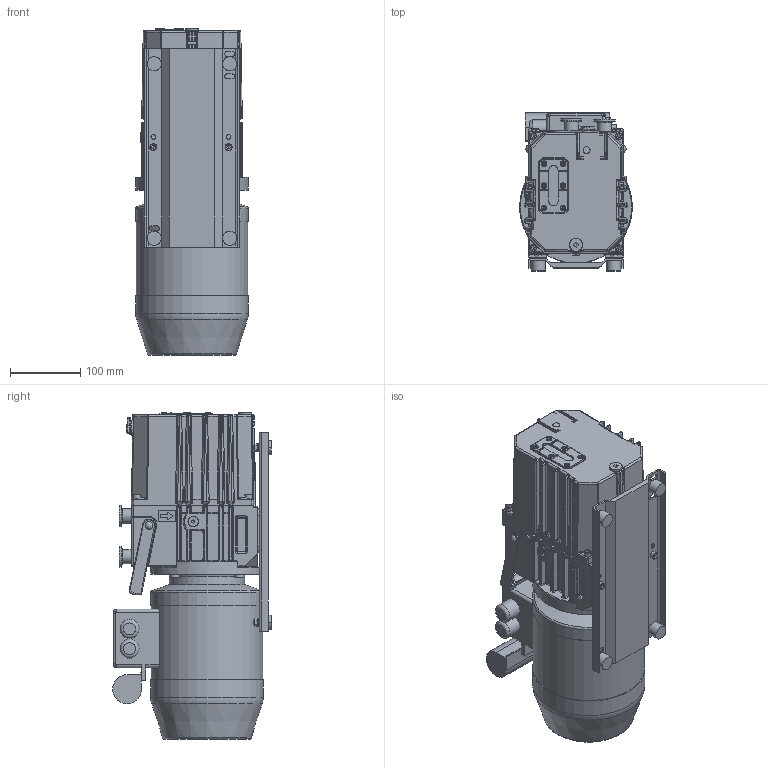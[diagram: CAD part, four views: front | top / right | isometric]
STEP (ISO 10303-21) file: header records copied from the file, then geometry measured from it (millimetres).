
FILE_DESCRIPTION(/* description */ (''),/* implementation_level */ '2;1');
FILE_NAME(/* time_stamp */ '2016-09-05T09:17:19+02:00',/* organization */ ('Pfeiffer Vacuum'),/* preprocessor_version */ 'ST-DEVELOPER v15.6',/* originating_system */ 'Autodesk Inventor 2015';FILE_SCHEMA (('AUTOMOTIVE_DESIGN { 1 0 10303 214 3 1 1 }'));
FILE_SCHEMA (('AUTOMOTIVE_DESIGN { 1 0 10303 214 3 1 1 }'));
Products named in the file (1): PK900344_SW
Bounding box: 160 x 225.5 x 464.5 mm (x, y, z)
Volume: 10011786.4 mm3; surface area: 513541.3 mm2
Topology: 1 solids, 1 shells, 2132 faces, 5160 edges, 2923 vertices
Faces by surface type: cylinder 713, plane 658, bspline 442, sphere 147, torus 119, cone 53
Full cylindrical faces by diameter (mm): 4.917 x1, 5.54 x1, 6.6 x2, 7 x8, 8 x3, 10 x7, 10.8 x2, 12 x4, 13 x4, 13.155 x1, 14 x1, 17.2 x2, 18 x1, 20 x2, 20.2 x2, 22 x1, 27 x2, 30 x2, 107 x1, 158 x1, 160 x3
Entity records: 71748 total; most frequent: CARTESIAN_POINT 23492, ORIENTED_EDGE 9606, DIRECTION 9198, EDGE_CURVE 4803, AXIS2_PLACEMENT_3D 3495, VERTEX_POINT 2881, EDGE_LOOP 2350, LINE 2208
